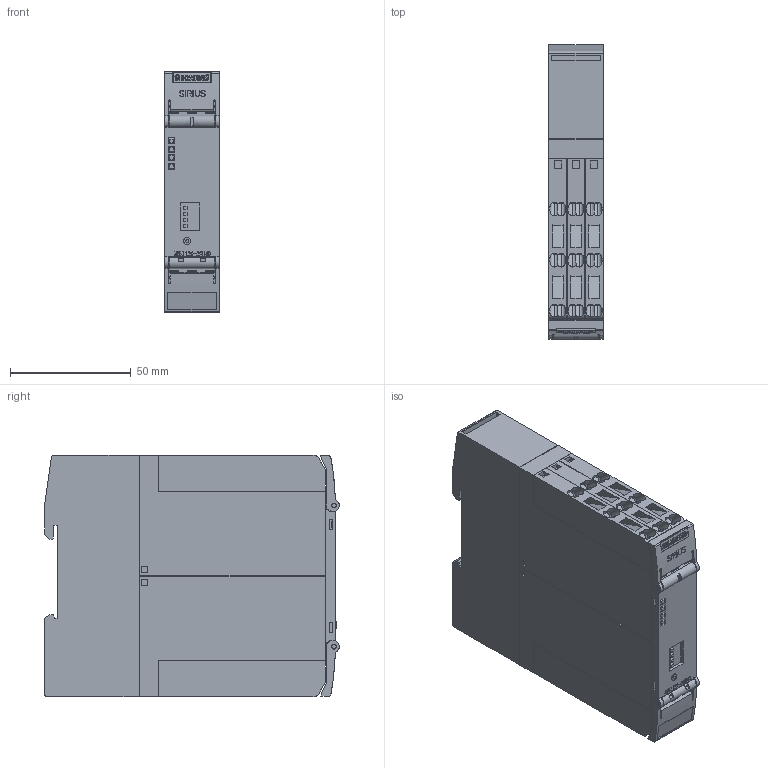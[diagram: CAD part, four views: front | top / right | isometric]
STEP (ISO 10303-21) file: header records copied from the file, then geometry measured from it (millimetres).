
FILE_DESCRIPTION (( 'STEP AP214' ), '1' );
FILE_NAME ('Sicherheitsrelais SIRIUS 3SK1121.STEP', '2016-02-09T11:48:57', ( '' ), ( '' ), 'SwSTEP 2.0', 'SolidWorks 2014', '' );
FILE_SCHEMA (( 'AUTOMOTIVE_DESIGN' ));
Length unit declared in the file: millimetre
Products named in the file (1): Sicherheitsrelais SIRIUS 3SK1121
Bounding box: 22.5 x 121.7 x 100 mm (x, y, z)
Volume: 254647.3 mm3; surface area: 61302.8 mm2
Topology: 1 solids, 7 shells, 1651 faces, 4475 edges, 2936 vertices
Faces by surface type: plane 1201, cylinder 218, cone 216, bspline 16
Entity records: 70695 total; most frequent: CARTESIAN_POINT 11161, ORIENTED_EDGE 8934, DIRECTION 8052, EDGE_CURVE 4467, LINE 3454, VECTOR 3454, VERTEX_POINT 2936, AXIS2_PLACEMENT_3D 2299
